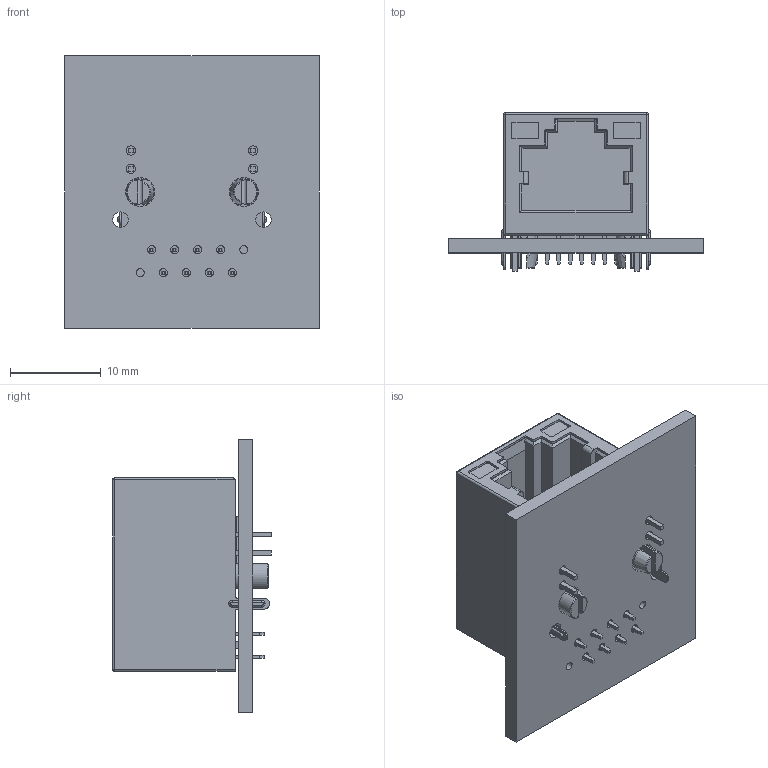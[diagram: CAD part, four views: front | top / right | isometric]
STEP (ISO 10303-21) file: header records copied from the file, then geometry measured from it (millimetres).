
FILE_DESCRIPTION((''),'2;1');
FILE_NAME('LPJ16211BENL_ASM','2017-03-22T',('Admin'),(''),'PRO/ENGINEER BY PARAMETRIC TECHNOLOGY CORPORATION, 2011310','PRO/ENGINEER BY PARAMETRIC TECHNOLOGY CORPORATION, 2011310','');
FILE_SCHEMA(('CONFIG_CONTROL_DESIGN'));
Length unit declared in the file: millimetre
Products named in the file (3): LPJ16XXBENL; 1X1-TAB-UP-PCB-LP; LPJ16211BENL_ASM
Assembly tree (2 placements, depth 2):
  LPJ16211BENL_ASM
    LPJ16XXBENL
    1X1-TAB-UP-PCB-LP
Bounding box: 28 x 17.5 x 30 mm (x, y, z)
Volume: 5021.6 mm3; surface area: 4235.4 mm2
Topology: 2 solids, 2 shells, 387 faces, 1026 edges, 672 vertices
Faces by surface type: plane 249, cylinder 98, extrusion 18, bspline 8, torus 8, sphere 4, cone 2
Entity records: 12354 total; most frequent: CARTESIAN_POINT 2550, ORIENTED_EDGE 2052, DIRECTION 1918, EDGE_CURVE 1026, VECTOR 766, LINE 748, VERTEX_POINT 672, AXIS2_PLACEMENT_3D 576
